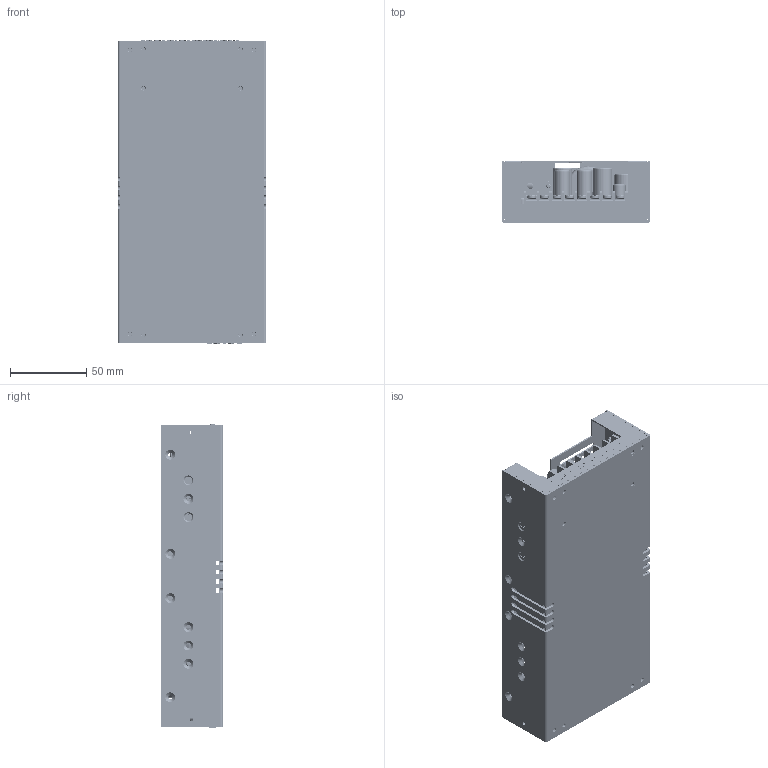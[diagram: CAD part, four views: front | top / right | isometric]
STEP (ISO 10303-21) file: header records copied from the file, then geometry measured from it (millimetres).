
FILE_DESCRIPTION (( 'STEP AP203' ), '1' );
FILE_NAME ('MPD-815H¥Ü·N¹Ï 2108,08,27.STEP', '2018-08-27T07:19:56', ( '' ), ( '' ), 'SwSTEP 2.0', 'SolidWorks 2017', '' );
FILE_SCHEMA (( 'CONFIG_CONTROL_DESIGN' ));
Length unit declared in the file: millimetre
Products named in the file (20): 3 PIN插座(螺絲)960620; E,Vi-,Vi+貼紙示意圖 2018,08,27; MPD-815H-A1 FORMEX18絕緣片(M-B032-00-I)G61294A1301 2018,08,16; MPI-815H 散熱板上蓋(M-B066-00-J)G6620340208; 平頭十字螺絲 M3x10mm,頭徑5示意圖 2018,08,27; CFM80M 電晶體 2018,08,27; MPD-815H電晶體10mm 2018,08,27; 螺母M3 G7801010101示意圖 2018,08,23; MPD-815H變壓器 2018,08,27; 2 PIN插座(寬度5mm) 104,08,06; 平頭十字螺絲 M3x8mm,頭徑5示意圖 2018,08,27; CFM80M 電晶體 2018,08,27_增加CASE厚度; MPD-815H示意圖 2108,08,27; 螺母M3xP0.5 G75A2440392 2018,08,23; 8 PIN插座(螺絲)示意圖2018,08,23; MPD-815H-PCBªO 2108,08,16; CFM80M 電晶體10mm(附圓頭螺絲) 2018,08,27_單邊電晶體; -12V,GND,+3.3,貼紙示意圖 2018,08,27; MPD-815H-A1下蓋 2018,08,16; CFM80M ¹q´¹Åé10mm(ªþ¶êÀYÁ³µ·) 2018,08,27
Assembly tree (42 placements, depth 2):
  MPD-815H示意圖 2108,08,27
    MPD-815H-A1下蓋 2018,08,16
    MPD-815H-PCBªO 2108,08,16
    3 PIN插座(螺絲)960620
    8 PIN插座(螺絲)示意圖2018,08,23
    2 PIN插座(寬度5mm) 104,08,06  x3
    MPD-815H-A1 FORMEX18絕緣片(M-B032-00-I)G61294A1301 2018,08,16
    CFM80M 電晶體 2018,08,27
    CFM80M 電晶體 2018,08,27_增加CASE厚度  x2
    MPD-815H變壓器 2018,08,27
    CFM80M ¹q´¹Åé10mm(ªþ¶êÀYÁ³µ·) 2018,08,27  x3
    螺母M3xP0.5 G75A2440392 2018,08,23  x9
    CFM80M 電晶體10mm(附圓頭螺絲) 2018,08,27_單邊電晶體  x2
    MPD-815H電晶體10mm 2018,08,27  x3
    平頭十字螺絲 M3x8mm,頭徑5示意圖 2018,08,27  x6
    螺母M3 G7801010101示意圖 2018,08,23  x3
    平頭十字螺絲 M3x10mm,頭徑5示意圖 2018,08,27
    MPI-815H 散熱板上蓋(M-B066-00-J)G6620340208
    E,Vi-,Vi+貼紙示意圖 2018,08,27
    -12V,GND,+3.3,貼紙示意圖 2018,08,27
Bounding box: 97 x 40.5 x 198.4 mm (x, y, z)
Volume: 268995.8 mm3; surface area: 260410.1 mm2
Topology: 70 solids, 70 shells, 5482 faces, 14430 edges, 9285 vertices
Faces by surface type: plane 2726, cylinder 1522, bspline 560, cone 480, torus 190, sphere 4
Entity records: 135360 total; most frequent: CARTESIAN_POINT 47572, ORIENTED_EDGE 18358, DIRECTION 16658, EDGE_CURVE 9179, VERTEX_POINT 5929, VECTOR 5844, LINE 5844, AXIS2_PLACEMENT_3D 5407
